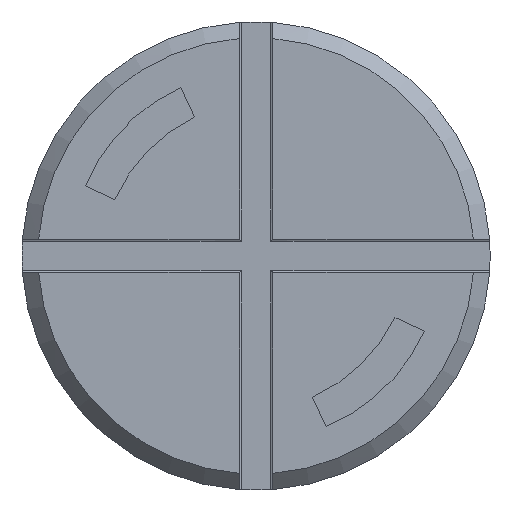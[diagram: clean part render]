
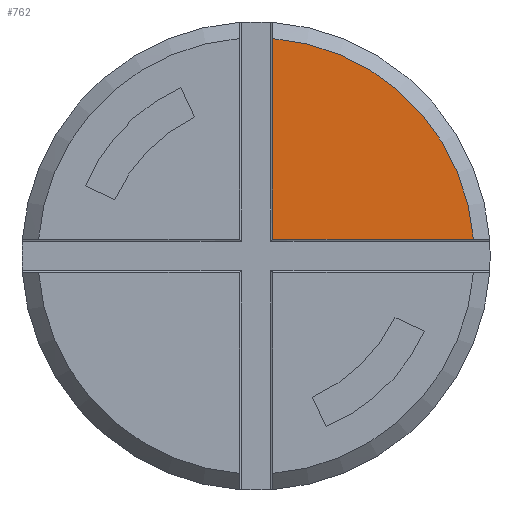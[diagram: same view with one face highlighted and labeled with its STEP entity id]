
A CAD part, top view. The second image highlights one B-rep face of the part: STEP entity #762.
In plain terms, the highlighted planar face has unit normal (0, 0, 1).
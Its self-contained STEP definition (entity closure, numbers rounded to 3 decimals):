
#69=FACE_OUTER_BOUND('',#113,.T.);
#113=EDGE_LOOP('',(#489,#490,#491));
#160=CIRCLE('',#832,42.863);
#198=LINE('',#1167,#245);
#199=LINE('',#1168,#246);
#245=VECTOR('',#938,39.433);
#246=VECTOR('',#939,39.433);
#300=VERTEX_POINT('',#1163);
#301=VERTEX_POINT('',#1164);
#302=VERTEX_POINT('',#1166);
#376=EDGE_CURVE('',#300,#301,#160,.T.);
#377=EDGE_CURVE('',#302,#301,#198,.T.);
#378=EDGE_CURVE('',#302,#300,#199,.T.);
#489=ORIENTED_EDGE('',*,*,#376,.T.);
#490=ORIENTED_EDGE('',*,*,#377,.F.);
#491=ORIENTED_EDGE('',*,*,#378,.T.);
#697=PLANE('',#831);
#762=ADVANCED_FACE('',(#69),#697,.F.);
#831=AXIS2_PLACEMENT_3D('',#1162,#934,#935);
#832=AXIS2_PLACEMENT_3D('',#1165,#936,#937);
#934=DIRECTION('center_axis',(0.,0.,
-1.));
#935=DIRECTION('ref_axis',(0.,1.,0.));
#936=DIRECTION('center_axis',(0.,0.,
1.));
#937=DIRECTION('ref_axis',(1.,0.,0.));
#938=DIRECTION('',(0.,1.,0.));
#939=DIRECTION('',(1.,0.,0.));
#1162=CARTESIAN_POINT('Origin',(42.863,0.,14.31));
#1163=CARTESIAN_POINT('',(42.735,3.302,14.31));
#1164=CARTESIAN_POINT('',(3.302,42.735,14.31));
#1165=CARTESIAN_POINT('Origin',(0.,0.,
14.31));
#1166=CARTESIAN_POINT('',(3.302,3.302,14.31));
#1167=CARTESIAN_POINT('',(3.302,3.302,14.31));
#1168=CARTESIAN_POINT('',(3.302,3.302,14.31));
